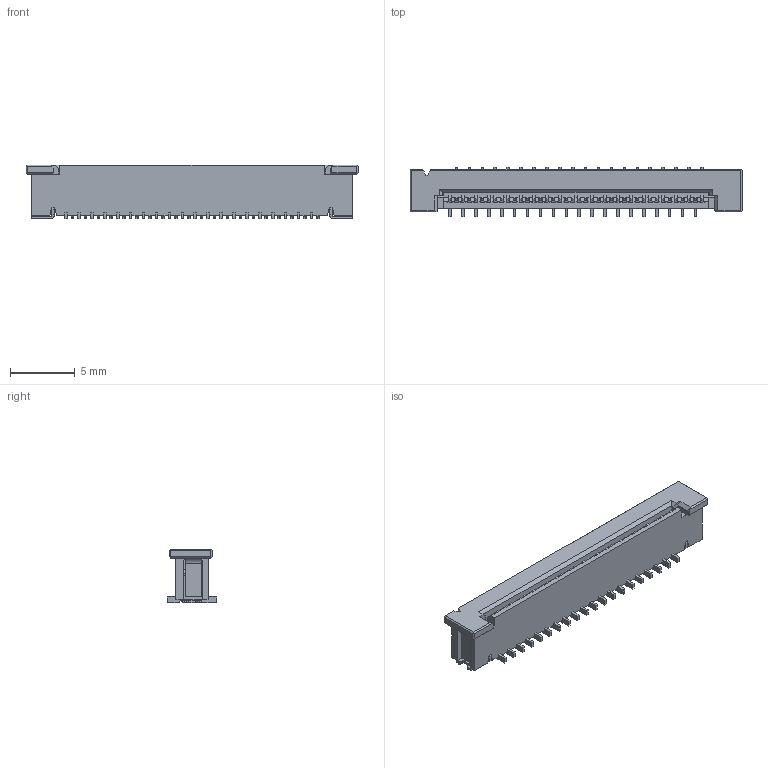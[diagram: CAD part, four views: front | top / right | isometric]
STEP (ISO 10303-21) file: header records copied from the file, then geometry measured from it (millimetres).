
FILE_DESCRIPTION(('STEP AP242'),'1');
FILE_NAME('4-1734742-0.stp','2022-11-10T16:52:07',('TraceParts'),('TraceParts S.A.'),'Spatial InterOp 3D',' ',' ');
FILE_SCHEMA(('AP242_MANAGED_MODEL_BASED_3D_ENGINEERING_MIM_LF {1 0 10303 442 1 1 4}'));
Length unit declared in the file: millimetre
Products named in the file (1): 4-1734742-0
Bounding box: 25.7 x 3.8 x 4.15 mm (x, y, z)
Volume: 211.4 mm3; surface area: 888.8 mm2
Topology: 1 solids, 1 shells, 1659 faces, 4844 edges, 3167 vertices
Faces by surface type: plane 1415, cylinder 244
Entity records: 54159 total; most frequent: ORIENTED_EDGE 9688, CARTESIAN_POINT 9677, DIRECTION 8650, EDGE_CURVE 4844, LINE 4354, VECTOR 4354, VERTEX_POINT 3167, AXIS2_PLACEMENT_3D 2148
